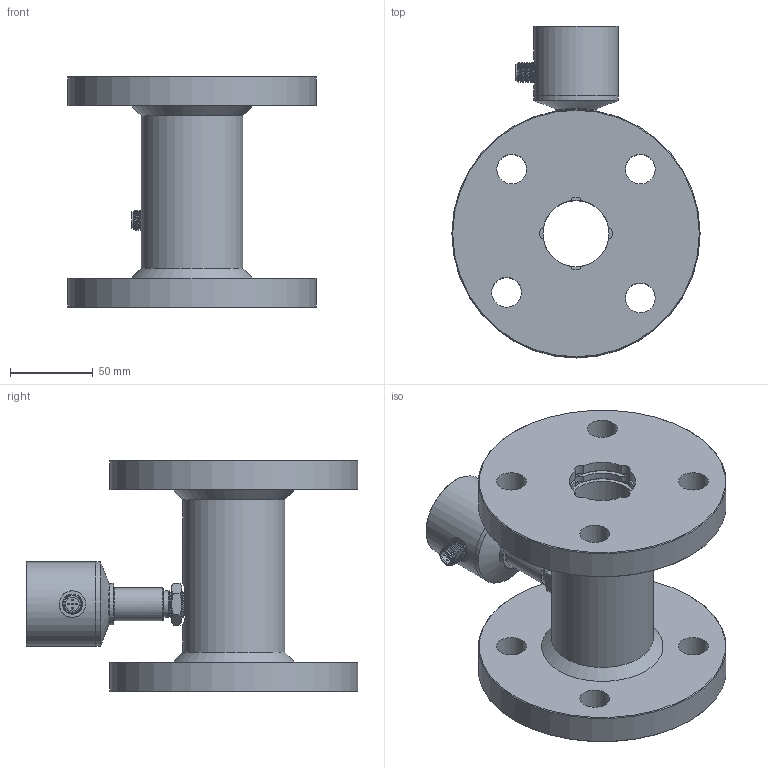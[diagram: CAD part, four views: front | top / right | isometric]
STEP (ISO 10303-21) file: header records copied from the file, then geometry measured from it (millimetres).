
FILE_DESCRIPTION(/* description */ (''),/* implementation_level */ '2;1');
FILE_NAME(/* name */ 'FM120-DN40-FS FM120涡轮流量计40口径法兰连接_x_t.stp',/* time_stamp */ '2022-05-27T14:11:16+08:00',/* author */ (''),/* organization */ (''),/* preprocessor_version */ 'ST-DEVELOPER v16',/* originating_system */ 'SIEMENS PLM Software NX 10.0',/* authorisation */ '');
FILE_SCHEMA (('CONFIG_CONTROL_DESIGN'));
Length unit declared in the file: millimetre
Products named in the file (9): _id6_x_t; FM120-015-K.STP_id10_x_t; FM120-015-K.STP_id15_x_t; FM120-015-K.STP_id20_x_t; FM120-015-K.STP_id25_x_t; FM120-015-K.STP_id30_x_t; FM120-015-K.STP_id35_x_t; FM120-015-K.STP_id40_x_t; _x_t
Assembly tree (8 placements, depth 2):
  _x_t
    FM120-015-K.STP_id40_x_t
    FM120-015-K.STP_id35_x_t
    FM120-015-K.STP_id30_x_t
    FM120-015-K.STP_id25_x_t
    FM120-015-K.STP_id20_x_t
    FM120-015-K.STP_id15_x_t
    FM120-015-K.STP_id10_x_t
  _id6_x_t
Bounding box: 150 x 200.5 x 140 mm (x, y, z)
Volume: 846393.3 mm3; surface area: 151830.9 mm2
Topology: 8 solids, 8 shells, 666 faces, 1769 edges, 1165 vertices
Faces by surface type: plane 484, cylinder 109, bspline 31, cone 29, sphere 10, torus 3
Full cylindrical faces by diameter (mm): 1 x10, 3 x2, 5.2 x3, 8.4 x1, 9.7 x1, 9.8 x1, 10.1 x1, 11 x1, 11.6 x1, 12 x1, 15 x1, 15.9 x1, 16 x1, 16.5 x1, 18 x8, 19 x2, 20 x1, 25 x1, 40 x1, 45 x4, 47 x1, 47.5 x1, 48 x2, 51 x2, 61.5 x1, 150 x2
Entity records: 26217 total; most frequent: CARTESIAN_POINT 9455, ORIENTED_EDGE 3260, DIRECTION 3030, EDGE_CURVE 1630, LINE 1274, VECTOR 1274, VERTEX_POINT 1118, AXIS2_PLACEMENT_3D 878
